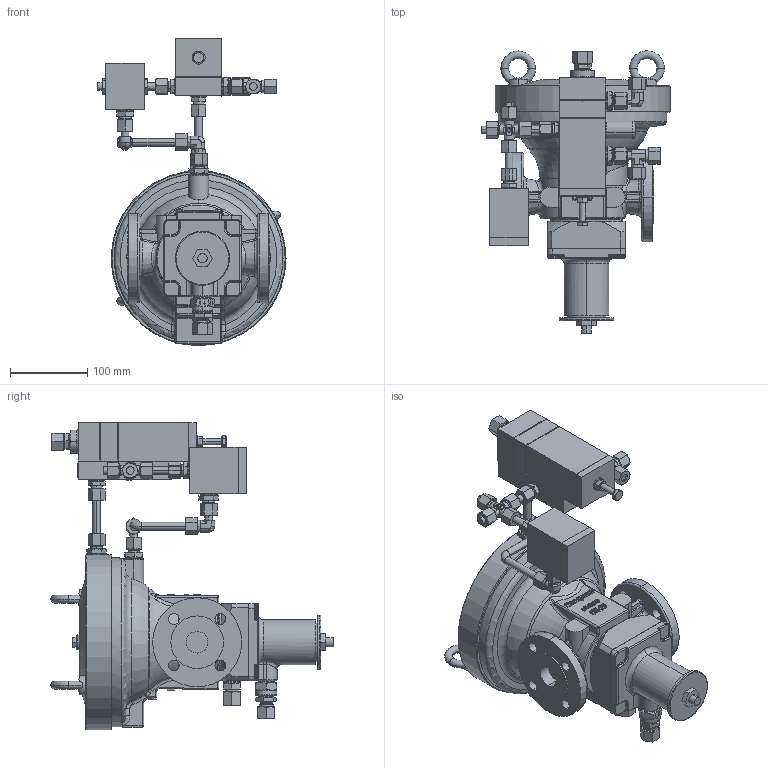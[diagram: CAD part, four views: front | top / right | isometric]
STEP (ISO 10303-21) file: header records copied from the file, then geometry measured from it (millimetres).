
FILE_DESCRIPTION (( 'STEP AP214' ), '1' );
FILE_NAME ('HON402_DN25_HON720_HON673_HON630-1_RL.STEP', '2020-04-02T09:01:29', ( '' ), ( '' ), 'SwSTEP 2.0', 'SolidWorks 2017', '' );
FILE_SCHEMA (( 'AUTOMOTIVE_DESIGN' ));
Length unit declared in the file: millimetre
Products named in the file (1): HON402_DN25_HON720_HON673_HON630-1_RL
Bounding box: 243 x 364.78 x 397.21 mm (x, y, z)
Volume: 5995196 mm3; surface area: 420064 mm2
Topology: 1 solids, 1 shells, 2122 faces, 5119 edges, 3111 vertices
Faces by surface type: plane 830, cone 492, cylinder 379, bspline 311, torus 88, sphere 22
Entity records: 99780 total; most frequent: CARTESIAN_POINT 30610, ORIENTED_EDGE 10172, DIRECTION 8417, EDGE_CURVE 5086, AXIS2_PLACEMENT_3D 3167, VERTEX_POINT 3111, EDGE_LOOP 2291, UNCERTAINTY_MEASURE_WITH_UNIT 2125
